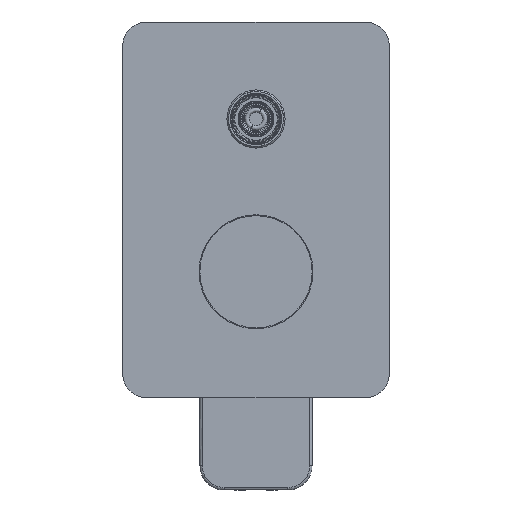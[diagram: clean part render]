
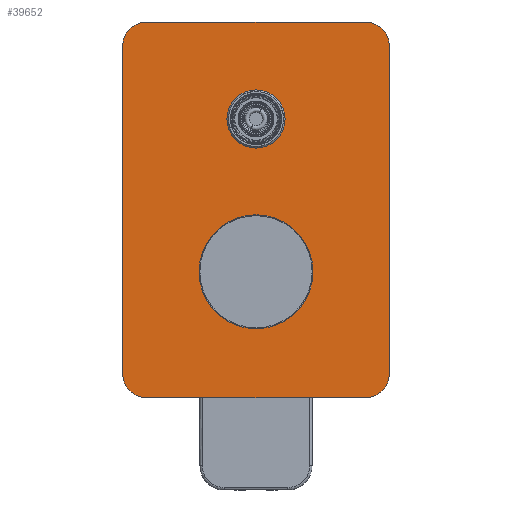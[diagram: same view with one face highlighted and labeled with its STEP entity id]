
A CAD part, front view. The second image highlights one B-rep face of the part: STEP entity #39652.
In plain terms, the highlighted planar face has unit normal (0, -1, 0).
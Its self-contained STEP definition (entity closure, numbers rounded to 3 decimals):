
#39268=CARTESIAN_POINT('Vertex',(0.,-15.94,42.29)) ;
#39282=CARTESIAN_POINT('Vertex',(0.,-15.94,89.29)) ;
#39285=CARTESIAN_POINT('Axis2P3D Location',(0.,-15.94,65.79)) ;
#39308=CARTESIAN_POINT('Vertex',(0.,-15.94,117.54)) ;
#39322=CARTESIAN_POINT('Vertex',(0.,-15.94,140.04)) ;
#39325=CARTESIAN_POINT('Axis2P3D Location',(0.,-15.94,128.79)) ;
#39342=CARTESIAN_POINT('Line Origine',(-55.,-15.94,91.29)) ;
#39346=CARTESIAN_POINT('Vertex',(-55.,-15.94,158.79)) ;
#39348=CARTESIAN_POINT('Vertex',(-55.,-15.94,23.79)) ;
#39382=CARTESIAN_POINT('Axis2P3D Location',(-45.,-15.94,23.79)) ;
#39386=CARTESIAN_POINT('Vertex',(-45.,-15.94,13.79)) ;
#39413=CARTESIAN_POINT('Axis2P3D Location',(0.,-15.94,65.79)) ;
#39435=CARTESIAN_POINT('Axis2P3D Location',(0.,-15.94,128.79)) ;
#39463=CARTESIAN_POINT('Vertex',(55.,-15.94,23.79)) ;
#39477=CARTESIAN_POINT('Vertex',(55.,-15.94,158.79)) ;
#39480=CARTESIAN_POINT('Line Origine',(55.,-15.94,91.29)) ;
#39503=CARTESIAN_POINT('Vertex',(45.,-15.94,13.79)) ;
#39511=CARTESIAN_POINT('Axis2P3D Location',(45.,-15.94,23.79)) ;
#39534=CARTESIAN_POINT('Vertex',(-45.,-15.94,168.79)) ;
#39537=CARTESIAN_POINT('Line Origine',(0.,-15.94,168.79)) ;
#39541=CARTESIAN_POINT('Vertex',(45.,-15.94,168.79)) ;
#39573=CARTESIAN_POINT('Line Origine',(0.,-15.94,13.79)) ;
#39619=CARTESIAN_POINT('Axis2P3D Location',(0.,-15.94,91.29)) ;
#39624=CARTESIAN_POINT('Axis2P3D Location',(45.,-15.94,158.79)) ;
#39629=CARTESIAN_POINT('Axis2P3D Location',(-45.,-15.94,158.79)) ;
#39344=VECTOR('Line Direction',#39343,1.) ;
#39482=VECTOR('Line Direction',#39481,1.) ;
#39539=VECTOR('Line Direction',#39538,1.) ;
#39575=VECTOR('Line Direction',#39574,1.) ;
#39286=DIRECTION('Axis2P3D Direction',(0.,-1.,0.)) ;
#39326=DIRECTION('Axis2P3D Direction',(0.,-1.,0.)) ;
#39343=DIRECTION('Vector Direction',(0.,0.,-1.)) ;
#39383=DIRECTION('Axis2P3D Direction',(0.,-1.,0.)) ;
#39414=DIRECTION('Axis2P3D Direction',(0.,1.,0.)) ;
#39436=DIRECTION('Axis2P3D Direction',(0.,1.,0.)) ;
#39481=DIRECTION('Vector Direction',(0.,0.,-1.)) ;
#39512=DIRECTION('Axis2P3D Direction',(0.,1.,0.)) ;
#39538=DIRECTION('Vector Direction',(1.,0.,0.)) ;
#39574=DIRECTION('Vector Direction',(-1.,0.,0.)) ;
#39620=DIRECTION('Axis2P3D Direction',(0.,-1.,0.)) ;
#39621=DIRECTION('Axis2P3D XDirection',(1.,0.,0.)) ;
#39625=DIRECTION('Axis2P3D Direction',(0.,-1.,0.)) ;
#39630=DIRECTION('Axis2P3D Direction',(0.,-1.,0.)) ;
#39287=AXIS2_PLACEMENT_3D('Circle Axis2P3D',#39285,#39286,$) ;
#39327=AXIS2_PLACEMENT_3D('Circle Axis2P3D',#39325,#39326,$) ;
#39384=AXIS2_PLACEMENT_3D('Circle Axis2P3D',#39382,#39383,$) ;
#39415=AXIS2_PLACEMENT_3D('Circle Axis2P3D',#39413,#39414,$) ;
#39437=AXIS2_PLACEMENT_3D('Circle Axis2P3D',#39435,#39436,$) ;
#39513=AXIS2_PLACEMENT_3D('Circle Axis2P3D',#39511,#39512,$) ;
#39622=AXIS2_PLACEMENT_3D('Plane Axis2P3D',#39619,#39620,#39621) ;
#39626=AXIS2_PLACEMENT_3D('Circle Axis2P3D',#39624,#39625,$) ;
#39631=AXIS2_PLACEMENT_3D('Circle Axis2P3D',#39629,#39630,$) ;
#39345=LINE('Line',#39342,#39344) ;
#39483=LINE('Line',#39480,#39482) ;
#39540=LINE('Line',#39537,#39539) ;
#39576=LINE('Line',#39573,#39575) ;
#39288=CIRCLE('generated circle',#39287,23.5) ;
#39328=CIRCLE('generated circle',#39327,11.25) ;
#39385=CIRCLE('generated circle',#39384,10.) ;
#39416=CIRCLE('generated circle',#39415,23.5) ;
#39438=CIRCLE('generated circle',#39437,11.25) ;
#39514=CIRCLE('generated circle',#39513,10.) ;
#39627=CIRCLE('generated circle',#39626,10.) ;
#39632=CIRCLE('generated circle',#39631,10.) ;
#39623=PLANE('',#39622) ;
#39647=FACE_BOUND('',#39644,.T.) ;
#39651=FACE_BOUND('',#39648,.T.) ;
#39289=EDGE_CURVE('',#39269,#39283,#39288,.F.) ;
#39329=EDGE_CURVE('',#39309,#39323,#39328,.F.) ;
#39350=EDGE_CURVE('',#39347,#39349,#39345,.T.) ;
#39388=EDGE_CURVE('',#39387,#39349,#39385,.F.) ;
#39417=EDGE_CURVE('',#39269,#39283,#39416,.F.) ;
#39439=EDGE_CURVE('',#39309,#39323,#39438,.F.) ;
#39484=EDGE_CURVE('',#39478,#39464,#39483,.T.) ;
#39515=EDGE_CURVE('',#39504,#39464,#39514,.F.) ;
#39543=EDGE_CURVE('',#39535,#39542,#39540,.T.) ;
#39577=EDGE_CURVE('',#39504,#39387,#39576,.T.) ;
#39628=EDGE_CURVE('',#39478,#39542,#39627,.T.) ;
#39633=EDGE_CURVE('',#39347,#39535,#39632,.F.) ;
#39635=ORIENTED_EDGE('',*,*,#39577,.F.) ;
#39636=ORIENTED_EDGE('',*,*,#39515,.T.) ;
#39637=ORIENTED_EDGE('',*,*,#39484,.F.) ;
#39638=ORIENTED_EDGE('',*,*,#39628,.T.) ;
#39639=ORIENTED_EDGE('',*,*,#39543,.F.) ;
#39640=ORIENTED_EDGE('',*,*,#39633,.F.) ;
#39641=ORIENTED_EDGE('',*,*,#39350,.T.) ;
#39642=ORIENTED_EDGE('',*,*,#39388,.F.) ;
#39645=ORIENTED_EDGE('',*,*,#39417,.F.) ;
#39646=ORIENTED_EDGE('',*,*,#39289,.T.) ;
#39649=ORIENTED_EDGE('',*,*,#39439,.F.) ;
#39650=ORIENTED_EDGE('',*,*,#39329,.T.) ;
#39634=EDGE_LOOP('',(#39635,#39636,#39637,#39638,#39639,#39640,#39641,#39642)) ;
#39644=EDGE_LOOP('',(#39645,#39646)) ;
#39648=EDGE_LOOP('',(#39649,#39650)) ;
#39269=VERTEX_POINT('',#39268) ;
#39283=VERTEX_POINT('',#39282) ;
#39309=VERTEX_POINT('',#39308) ;
#39323=VERTEX_POINT('',#39322) ;
#39347=VERTEX_POINT('',#39346) ;
#39349=VERTEX_POINT('',#39348) ;
#39387=VERTEX_POINT('',#39386) ;
#39464=VERTEX_POINT('',#39463) ;
#39478=VERTEX_POINT('',#39477) ;
#39504=VERTEX_POINT('',#39503) ;
#39535=VERTEX_POINT('',#39534) ;
#39542=VERTEX_POINT('',#39541) ;
#39652=ADVANCED_FACE('PR.0311.04_AllCATPart.1\\PR94721.1\\P43511.1\\PartBody',(#39643,#39647,#39651),#39623,.T.) ;
#39643=FACE_OUTER_BOUND('',#39634,.T.) ;
